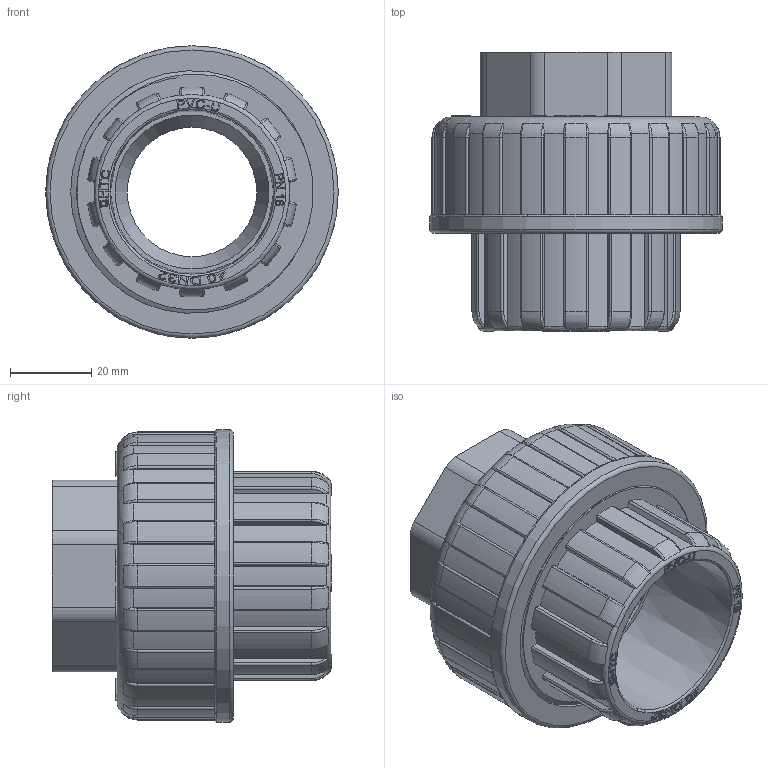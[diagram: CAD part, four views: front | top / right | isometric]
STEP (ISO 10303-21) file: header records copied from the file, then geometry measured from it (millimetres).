
FILE_DESCRIPTION(/* description */ (''),/* implementation_level */ '2;1');
FILE_NAME(/* name */ '40不锈钢内螺纹.stp',/* time_stamp */ '2025-04-28T10:55:39+08:00',/* author */ (''),/* organization */ (''),/* preprocessor_version */ 'ST-DEVELOPER v16',/* originating_system */ 'SIEMENS PLM Software NX 10.0',/* authorisation */ '');
FILE_SCHEMA (('AUTOMOTIVE_DESIGN { 1 0 10303 214 3 1 1 1 }'));
Length unit declared in the file: millimetre
Products named in the file (1): gelv2D688D03eqm2
Bounding box: 71.8 x 68.65 x 71.8 mm (x, y, z)
Volume: 66223.1 mm3; surface area: 49228.1 mm2
Topology: 2 solids, 3 shells, 881 faces, 2368 edges, 1534 vertices
Faces by surface type: plane 355, extrusion 216, cylinder 192, bspline 77, torus 39, cone 2
Full cylindrical faces by diameter (mm): 1.087 x1, 1.464 x1, 1.826 x1, 2.702 x1, 31.8 x1, 34.1 x1, 40 x1, 41.91 x8, 50 x1, 52 x2, 56 x1, 56.656 x7, 59.614 x8, 71.8 x1
Entity records: 38540 total; most frequent: CARTESIAN_POINT 19398, ORIENTED_EDGE 4522, DIRECTION 2908, EDGE_CURVE 2261, VERTEX_POINT 1476, B_SPLINE_CURVE_WITH_KNOTS 1332, AXIS2_PLACEMENT_3D 980, VECTOR 948
